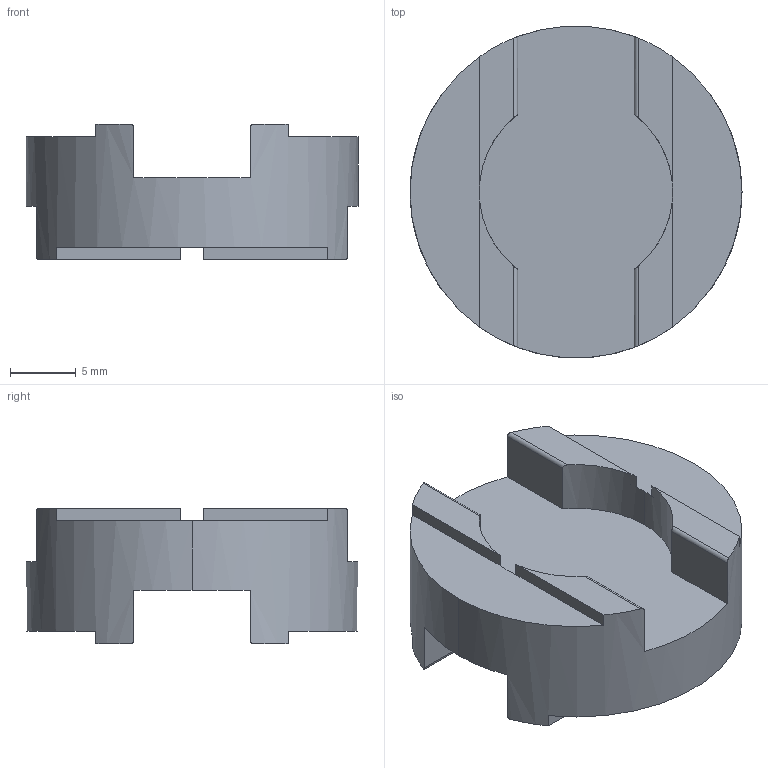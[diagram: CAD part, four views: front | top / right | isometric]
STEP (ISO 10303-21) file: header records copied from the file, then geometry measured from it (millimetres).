
FILE_DESCRIPTION (( 'STEP AP203' ), '1' );
FILE_NAME ('SOH-25-DISC.step', '2021-04-15T12:48:45', ( '' ), ( '' ), 'SwSTEP 2.0', 'SolidWorks 2021', '' );
FILE_SCHEMA (( 'CONFIG_CONTROL_DESIGN' ));
Length unit declared in the file: millimetre
Products named in the file (1): SOH-25-DISC
Bounding box: 25.2 x 25.14 x 10.3 mm (x, y, z)
Volume: 2688.4 mm3; surface area: 2045.8 mm2
Topology: 1 solids, 1 shells, 45 faces, 129 edges, 86 vertices
Faces by surface type: plane 30, cylinder 15
Entity records: 1646 total; most frequent: CARTESIAN_POINT 381, ORIENTED_EDGE 258, DIRECTION 243, EDGE_CURVE 129, VERTEX_POINT 86, AXIS2_PLACEMENT_3D 84, LINE 75, VECTOR 75
